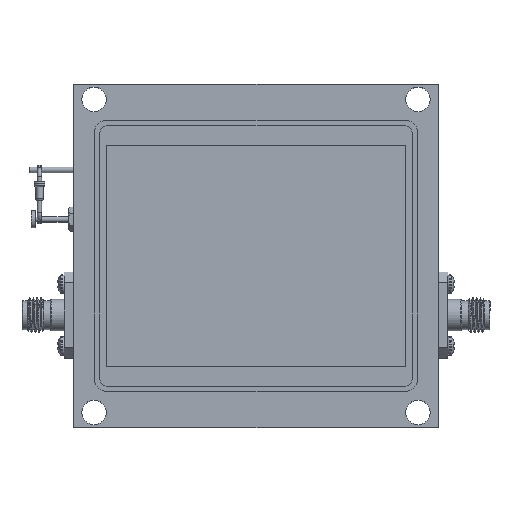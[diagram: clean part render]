
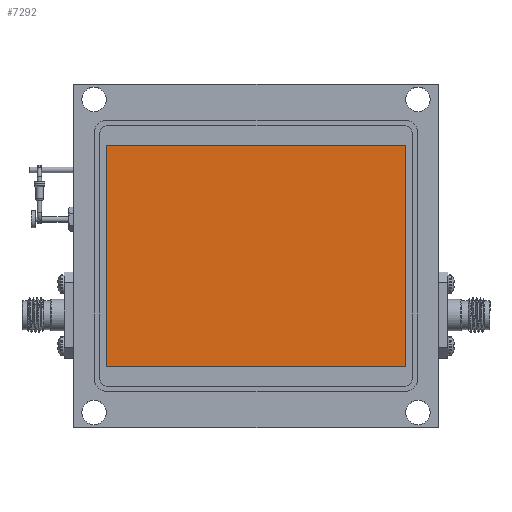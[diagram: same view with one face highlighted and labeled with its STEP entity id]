
A CAD part, top view. The second image highlights one B-rep face of the part: STEP entity #7292.
In plain terms, the highlighted planar face has unit normal (0, 0, 1).
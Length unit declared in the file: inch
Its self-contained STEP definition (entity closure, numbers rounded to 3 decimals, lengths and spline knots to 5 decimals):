
#38 = VERTEX_POINT ( 'NONE', #10757 ) ;
#80 = DIRECTION ( 'NONE',  ( -1., 0., 0. ) ) ;
#296 = EDGE_CURVE ( 'NONE', #358, #3535, #7063, .T. ) ;
#358 = VERTEX_POINT ( 'NONE', #4772 ) ;
#513 = EDGE_CURVE ( 'NONE', #38, #1501, #6049, .T. ) ;
#1501 = VERTEX_POINT ( 'NONE', #17133 ) ;
#1573 = ORIENTED_EDGE ( 'NONE', *, *, #12187, .T. ) ;
#2117 = CARTESIAN_POINT ( 'NONE',  ( -1.08771, -0.80483, 0.228 ) ) ;
#2192 = DIRECTION ( 'NONE',  ( -1., 0., 0. ) ) ;
#2356 = ORIENTED_EDGE ( 'NONE', *, *, #513, .T. ) ;
#2452 = VECTOR ( 'NONE', #2192, 39.37008 ) ;
#2512 = AXIS2_PLACEMENT_3D ( 'NONE', #13946, #2901, #80 ) ;
#2901 = DIRECTION ( 'NONE',  ( 0., 0., -1. ) ) ;
#3535 = VERTEX_POINT ( 'NONE', #10872 ) ;
#4772 = CARTESIAN_POINT ( 'NONE',  ( 1.08771, -0.80483, 0.228 ) ) ;
#5784 = CARTESIAN_POINT ( 'NONE',  ( 1.08771, -0.80483, 0.228 ) ) ;
#6049 = LINE ( 'NONE', #2117, #15682 ) ;
#6314 = CARTESIAN_POINT ( 'NONE',  ( -1.08771, 0.80483, 0.228 ) ) ;
#6486 = LINE ( 'NONE', #6314, #2452 ) ;
#7063 = LINE ( 'NONE', #5784, #13065 ) ;
#7292 = ADVANCED_FACE ( 'NONE', ( #9574 ), #16706, .F. ) ;
#8319 = LINE ( 'NONE', #11060, #14066 ) ;
#8696 = DIRECTION ( 'NONE',  ( 0., -1., 0. ) ) ;
#9029 = EDGE_LOOP ( 'NONE', ( #15116, #13347, #2356, #1573 ) ) ;
#9574 = FACE_OUTER_BOUND ( 'NONE', #9029, .T. ) ;
#10757 = CARTESIAN_POINT ( 'NONE',  ( -1.08771, 0.80483, 0.228 ) ) ;
#10872 = CARTESIAN_POINT ( 'NONE',  ( 1.08771, 0.80483, 0.228 ) ) ;
#11060 = CARTESIAN_POINT ( 'NONE',  ( -1.08771, -0.80483, 0.228 ) ) ;
#12187 = EDGE_CURVE ( 'NONE', #1501, #358, #8319, .T. ) ;
#13065 = VECTOR ( 'NONE', #15627, 39.37008 ) ;
#13347 = ORIENTED_EDGE ( 'NONE', *, *, #17679, .T. ) ;
#13946 = CARTESIAN_POINT ( 'NONE',  ( 0., 0., 0.228 ) ) ;
#14066 = VECTOR ( 'NONE', #14899, 39.37008 ) ;
#14899 = DIRECTION ( 'NONE',  ( 1., 0., 0. ) ) ;
#15116 = ORIENTED_EDGE ( 'NONE', *, *, #296, .T. ) ;
#15627 = DIRECTION ( 'NONE',  ( 0., 1., 0. ) ) ;
#15682 = VECTOR ( 'NONE', #8696, 39.37008 ) ;
#16706 = PLANE ( 'NONE',  #2512 ) ;
#17133 = CARTESIAN_POINT ( 'NONE',  ( -1.08771, -0.80483, 0.228 ) ) ;
#17679 = EDGE_CURVE ( 'NONE', #3535, #38, #6486, .T. ) ;
